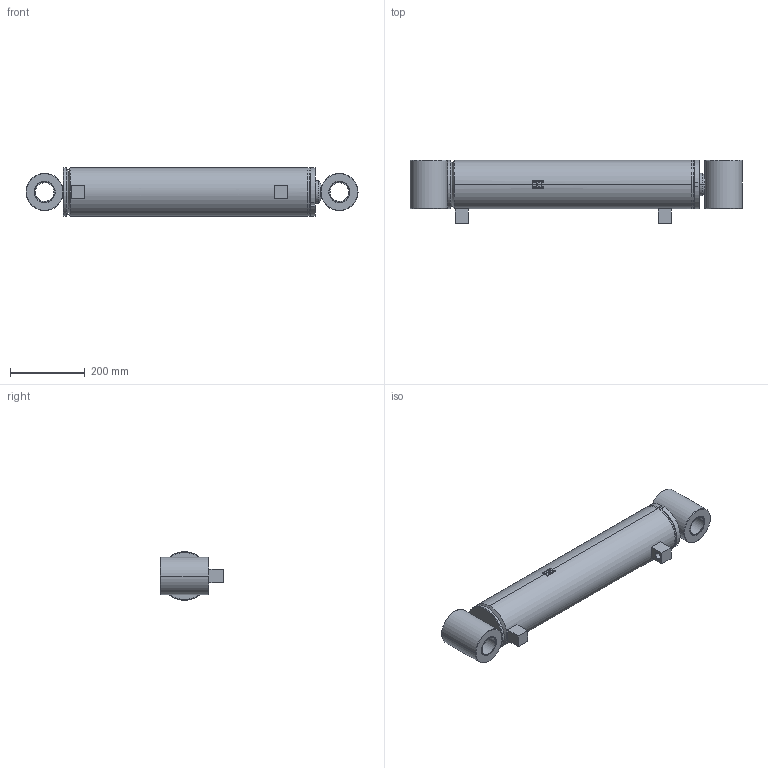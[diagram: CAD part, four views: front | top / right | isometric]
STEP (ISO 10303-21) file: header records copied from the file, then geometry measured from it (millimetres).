
FILE_DESCRIPTION (( 'STEP AP214' ), '1' );
FILE_NAME ('CFGCY0069963-Cylinder.step', '2024-12-04T11:53:03', ( 'Kramp IT' ), ( 'Kramp' ), 'SwSTEP 2.0', 'SolidWorks 2021', '' );
FILE_SCHEMA (( 'AUTOMOTIVE_DESIGN' ));
Length unit declared in the file: millimetre
Products named in the file (22): SP08M; BUSHVM-RD; DS2911004_Simplified; DC3911001; MATE-AID; Rod_Simplified; BUSH-EC; DS2911013060VM_Simplified; Tube-MA_Simplified; DS2911004VM_Simplified; Tube_Simplified; PAP5060P14-EC; PAP5060P14; LSN08E90; CFGCY0069963-Cylinder; BUSHVM-EC; BUSH-RD; Rod-WA_Simplified; PAP5060P14-RD; DS3911013060_Simplified; Tube-WA_Simplified
Assembly tree (25 placements, depth 5):
  MATE-AID
  CFGCY0069963-Cylinder
    Tube-WA_Simplified
      Tube-MA_Simplified
        Tube_Simplified
        LSN08E90
      LSN08E90
      DC3911001
        DC3911001
      BUSHVM-EC
        BUSH-EC
        PAP5060P14-EC
          PAP5060P14  x2
    Rod-WA_Simplified
      Rod_Simplified
      BUSHVM-RD
        BUSH-RD
        PAP5060P14-RD
          PAP5060P14  x2
    DS2911013060VM_Simplified
      DS3911013060_Simplified
    DS2911004VM_Simplified
      DS2911004_Simplified
    SP08M  x2
Bounding box: 889 x 170 x 130 mm (x, y, z)
Volume: 7276223.3 mm3; surface area: 1023772.5 mm2
Topology: 15 solids, 15 shells, 387 faces, 870 edges, 546 vertices
Faces by surface type: plane 148, cylinder 125, cone 92, torus 18, bspline 4
Entity records: 9563 total; most frequent: CARTESIAN_POINT 1733, DIRECTION 1402, ORIENTED_EDGE 1156, EDGE_CURVE 578, AXIS2_PLACEMENT_3D 557, VERTEX_POINT 364, EDGE_LOOP 308, VECTOR 288
